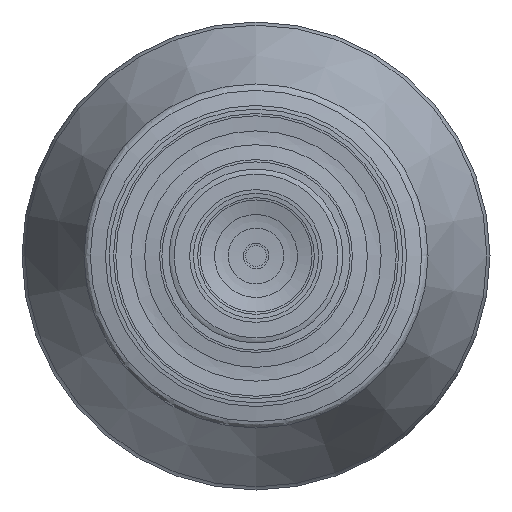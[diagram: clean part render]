
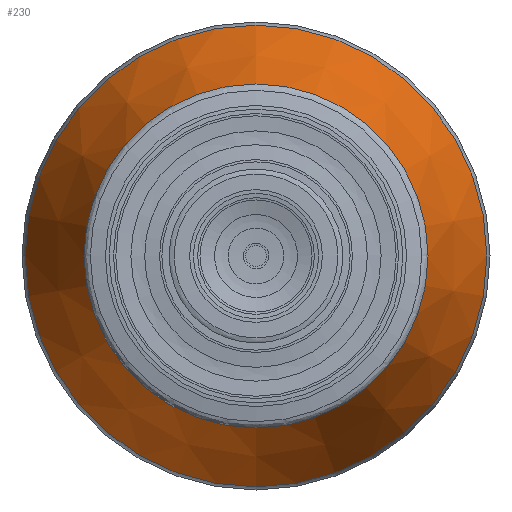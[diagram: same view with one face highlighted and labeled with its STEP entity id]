
A CAD part, left-side view. The second image highlights one B-rep face of the part: STEP entity #230.
In plain terms, the highlighted conical face has half-angle 22.62 degrees and reference radius 16.769 mm.
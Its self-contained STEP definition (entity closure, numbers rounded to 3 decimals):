
#208=CONICAL_SURFACE('',#905,16.769,22.62);
#230=ADVANCED_FACE('',(#318,#319),#208,.T.);
#318=FACE_BOUND('',#445,.T.);
#319=FACE_BOUND('',#446,.T.);
#445=EDGE_LOOP('',(#575));
#446=EDGE_LOOP('',(#576));
#575=ORIENTED_EDGE('',*,*,#756,.T.);
#576=ORIENTED_EDGE('',*,*,#755,.F.);
#690=VERTEX_POINT('',#1256);
#691=VERTEX_POINT('',#1259);
#755=EDGE_CURVE('',#690,#690,#820,.T.);
#756=EDGE_CURVE('',#691,#691,#821,.T.);
#820=CIRCLE('',#902,16.769);
#821=CIRCLE('',#904,12.385);
#902=AXIS2_PLACEMENT_3D('',#1255,#1022,#1023);
#904=AXIS2_PLACEMENT_3D('',#1258,#1026,#1027);
#905=AXIS2_PLACEMENT_3D('',#1260,#1028,#1029);
#1022=DIRECTION('',(1.,0.,0.));
#1023=DIRECTION('',(0.,0.,1.));
#1026=DIRECTION('',(1.,0.,0.));
#1027=DIRECTION('',(0.,0.,1.));
#1028=DIRECTION('',(1.,0.,0.));
#1029=DIRECTION('',(0.,0.,-1.));
#1255=CARTESIAN_POINT('',(66.446,0.,0.));
#1256=CARTESIAN_POINT('',(66.446,0.,16.769));
#1258=CARTESIAN_POINT('',(55.923,0.,0.));
#1259=CARTESIAN_POINT('',(55.923,0.,12.385));
#1260=CARTESIAN_POINT('',(66.446,0.,0.));
